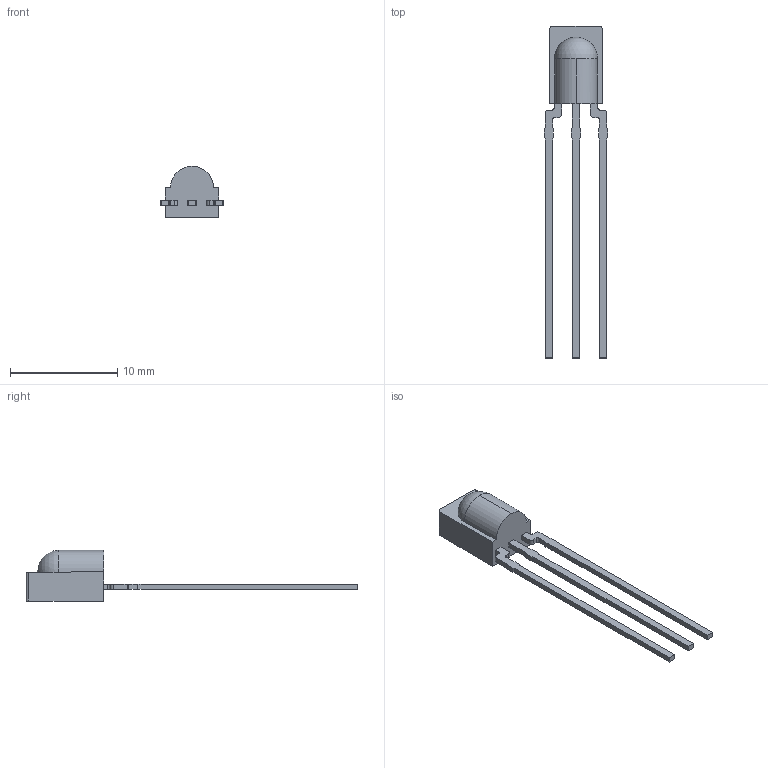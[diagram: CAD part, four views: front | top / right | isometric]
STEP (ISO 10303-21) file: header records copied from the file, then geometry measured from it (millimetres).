
FILE_DESCRIPTION (( 'STEP AP214' ), '1' );
FILE_NAME ('TSOP38238.STEP', '2025-05-06T21:46:32', ( '' ), ( '' ), 'SwSTEP 2.0', 'SolidWorks 2021', '' );
FILE_SCHEMA (( 'AUTOMOTIVE_DESIGN' ));
Length unit declared in the file: millimetre
Products named in the file (1): TSOP38238
Bounding box: 5.93 x 31 x 4.8 mm (x, y, z)
Volume: 159 mm3; surface area: 337.9 mm2
Topology: 4 solids, 4 shells, 69 faces, 186 edges, 124 vertices
Faces by surface type: plane 56, cylinder 12, sphere 1
Entity records: 2179 total; most frequent: CARTESIAN_POINT 393, ORIENTED_EDGE 366, DIRECTION 338, EDGE_CURVE 183, LINE 156, VECTOR 156, VERTEX_POINT 122, AXIS2_PLACEMENT_3D 91
